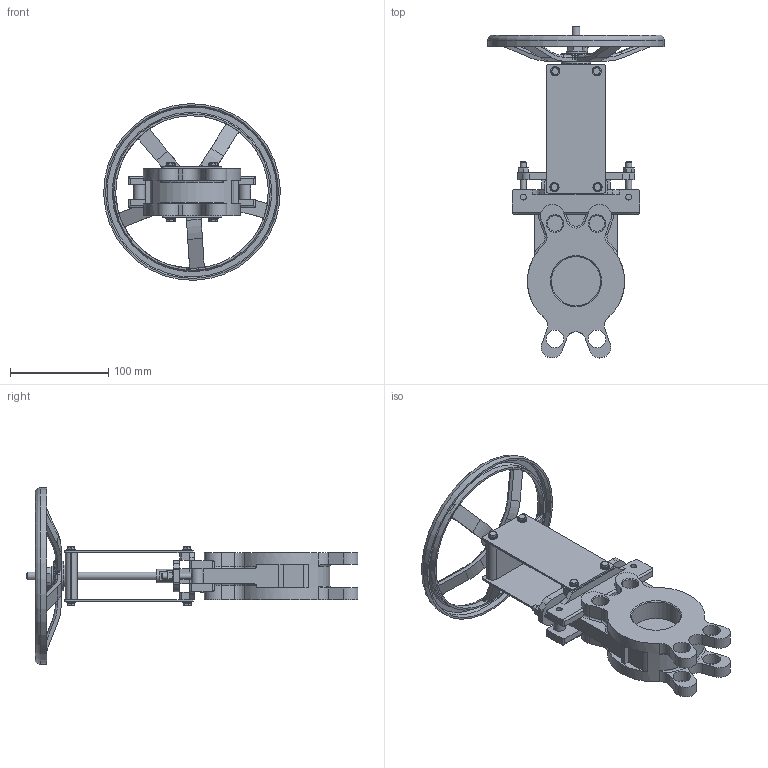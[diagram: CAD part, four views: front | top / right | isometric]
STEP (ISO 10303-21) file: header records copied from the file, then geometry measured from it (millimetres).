
FILE_DESCRIPTION(/* description */ (''),/* implementation_level */ '2;1');
FILE_NAME(/* name */ 'DN50_3D_STEP.stp',/* time_stamp */ '2025-11-30T16:22:16+03:00',/* author */ ('igorr'),/* organization */ (''),/* preprocessor_version */ 'ST-DEVELOPER v20',/* originating_system */ 'Autodesk Inventor 2025',/* authorisation */ '');
FILE_SCHEMA (('AUTOMOTIVE_DESIGN { 1 0 10303 214 3 1 1 }'));
Length unit declared in the file: millimetre
Products named in the file (7): Сборка; Деталь; Деталь1; ANSI B18.2.4.2M - M6x1; ANSI B18.2.4.2M - M10x1,5; AS 1237 - 5; AS 1110 - M4 x 8
Assembly tree (23 placements, depth 2):
  Сборка
    Деталь
    Деталь1
    AS 1110 - M4 x 8  x10
    ANSI B18.2.4.2M - M6x1  x2
    ANSI B18.2.4.2M - M10x1,5
    AS 1237 - 5  x8
Bounding box: 179.92 x 338.16 x 179.92 mm (x, y, z)
Volume: 636794.7 mm3; surface area: 191448.1 mm2
Topology: 24 solids, 24 shells, 940 faces, 2274 edges, 1416 vertices
Faces by surface type: plane 463, cylinder 223, cone 121, bspline 88, torus 45
Full cylindrical faces by diameter (mm): 4 x10, 4.917 x2, 5 x8, 5.3 x8, 6 x9, 7 x10, 8 x2, 8.376 x1, 9.5 x8, 12 x2, 13.714 x1, 16 x5, 18 x4, 20 x1, 22.907 x1, 26 x1, 30 x1, 50 x2, 155.468 x1, 159.468 x1, 176 x1, 180 x1
Entity records: 23315 total; most frequent: CARTESIAN_POINT 6226, ORIENTED_EDGE 3446, DIRECTION 3298, EDGE_CURVE 1723, AXIS2_PLACEMENT_3D 1224, VERTEX_POINT 1089, LINE 850, VECTOR 850
